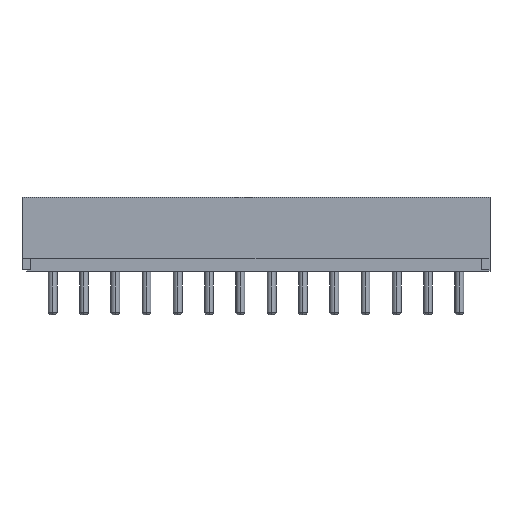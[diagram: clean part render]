
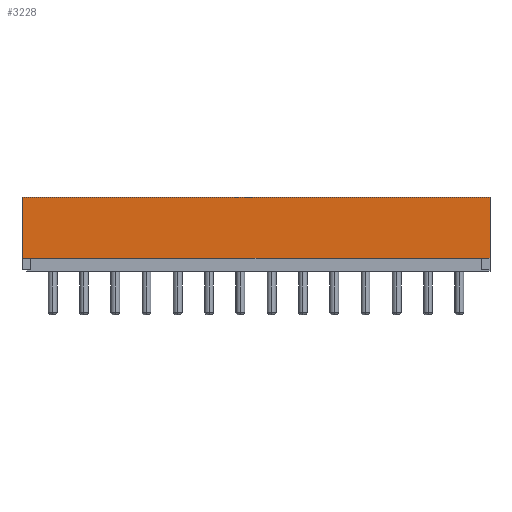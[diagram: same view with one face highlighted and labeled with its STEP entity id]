
A CAD part, top view. The second image highlights one B-rep face of the part: STEP entity #3228.
In plain terms, the highlighted planar face has unit normal (0, 0, 1).
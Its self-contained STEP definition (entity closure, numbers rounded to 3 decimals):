
#61=DIRECTION('',(0.,1.,0.));
#62=VECTOR('',#61,4.9);
#63=CARTESIAN_POINT('',(18.7,-1.95,2.47));
#64=LINE('',#63,#62);
#109=DIRECTION('',(1.,0.,0.));
#110=VECTOR('',#109,37.4);
#111=CARTESIAN_POINT('',(-18.7,2.95,2.47));
#112=LINE('',#111,#110);
#205=DIRECTION('',(0.,1.,0.));
#206=VECTOR('',#205,4.9);
#207=CARTESIAN_POINT('',(-18.7,-1.95,2.47));
#208=LINE('',#207,#206);
#213=DIRECTION('',(1.,0.,0.));
#214=VECTOR('',#213,37.4);
#215=CARTESIAN_POINT('',(-18.7,-1.95,2.47));
#216=LINE('',#215,#214);
#2337=CARTESIAN_POINT('',(-18.7,2.95,2.47));
#2338=CARTESIAN_POINT('',(18.7,2.95,2.47));
#2339=VERTEX_POINT('',#2337);
#2340=VERTEX_POINT('',#2338);
#2375=CARTESIAN_POINT('',(18.7,-1.95,2.47));
#2376=VERTEX_POINT('',#2375);
#2409=CARTESIAN_POINT('',(-18.7,-1.95,2.47));
#2410=VERTEX_POINT('',#2409);
#3216=CARTESIAN_POINT('',(-18.7,-2.95,2.47));
#3217=DIRECTION('',(0.,0.,1.));
#3218=DIRECTION('',(1.,0.,0.));
#3219=AXIS2_PLACEMENT_3D('',#3216,#3217,#3218);
#3220=PLANE('',#3219);
#3222=ORIENTED_EDGE('',*,*,#3221,.F.);
#3223=ORIENTED_EDGE('',*,*,#3187,.T.);
#3224=ORIENTED_EDGE('',*,*,#3127,.T.);
#3225=ORIENTED_EDGE('',*,*,#3067,.F.);
#3226=EDGE_LOOP('',(#3222,#3223,#3224,#3225));
#3227=FACE_OUTER_BOUND('',#3226,.F.);
#3228=ADVANCED_FACE('',(#3227),#3220,.T.);
#3067=EDGE_CURVE('',#2376,#2340,#64,.T.);
#3127=EDGE_CURVE('',#2339,#2340,#112,.T.);
#3187=EDGE_CURVE('',#2410,#2339,#208,.T.);
#3221=EDGE_CURVE('',#2410,#2376,#216,.T.);
